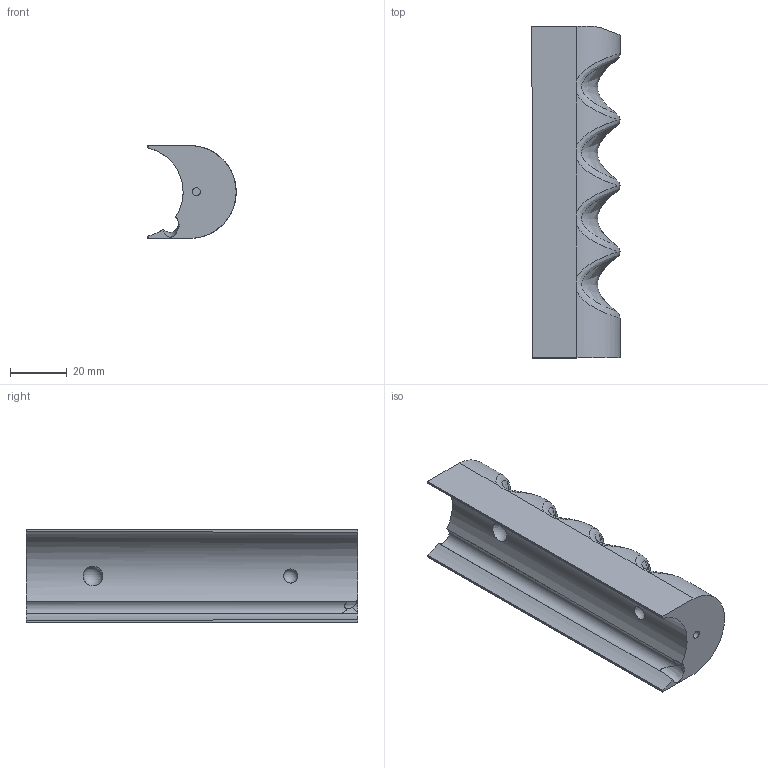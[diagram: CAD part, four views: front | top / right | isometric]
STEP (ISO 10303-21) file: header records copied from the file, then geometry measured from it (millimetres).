
FILE_DESCRIPTION(/* description */ (''),/* implementation_level */ '2;1');
FILE_NAME(/* name */ 'Front_Grip.step',/* time_stamp */ '2020-12-03T10:18:43+01:00',/* author */ (''),/* organization */ (''),/* preprocessor_version */ 'ST-DEVELOPER v18.1',/* originating_system */ 'Autodesk Translation Framework v9.3.0.1241',/* authorisation */ '');
FILE_SCHEMA (('AUTOMOTIVE_DESIGN { 1 0 10303 214 3 1 1 }'));
Length unit declared in the file: millimetre
Products named in the file (2): Front_Grip; Original_grip
Assembly tree (1 placements, depth 2):
  Front_Grip
    Original_grip
Bounding box: 31.26 x 117.47 x 32.77 mm (x, y, z)
Volume: 59521.6 mm3; surface area: 16683.3 mm2
Topology: 1 solids, 2 shells, 38 faces, 115 edges, 81 vertices
Faces by surface type: cylinder 15, bspline 10, plane 10, sphere 3
Full cylindrical faces by diameter (mm): 2.8 x1, 3 x1
Entity records: 3935 total; most frequent: CARTESIAN_POINT 2990, ORIENTED_EDGE 222, DIRECTION 130, EDGE_CURVE 111, VERTEX_POINT 81, B_SPLINE_CURVE_WITH_KNOTS 62, AXIS2_PLACEMENT_3D 52, EDGE_LOOP 42
